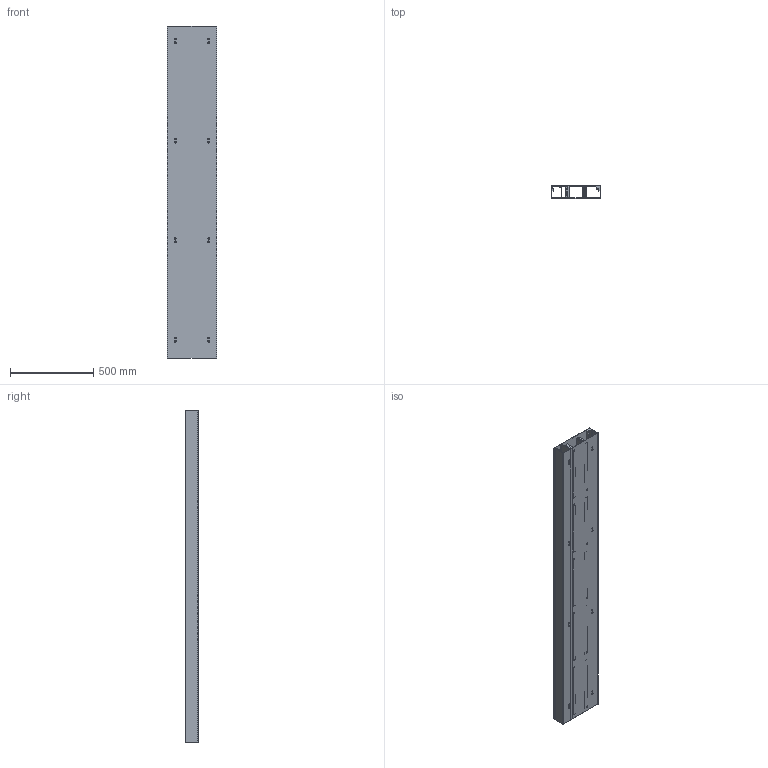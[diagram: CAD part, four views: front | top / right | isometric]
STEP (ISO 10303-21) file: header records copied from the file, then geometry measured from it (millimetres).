
FILE_DESCRIPTION((''),'2;1');
FILE_NAME('BKB300801_ASM','2022-12-05T10:58:24',('hollstem'),(''),'CREO PARAMETRIC BY PTC INC, 2022024','CREO PARAMETRIC BY PTC INC, 2022024','');
FILE_SCHEMA(('AUTOMOTIVE_DESIGN { 1 0 10303 214 1 1 1 1 }'));
Length unit declared in the file: millimetre
Products named in the file (14): T-01021; T-01028_AF0; T-01515_ASM; T-01024; T-01025_AF0; T-01026_ASM; T-01531_ASM; 63488-M; 63489-M_ASM; 63403-M; 63487-M_ASM; T-01032; T-01053; BKB300801_ASM
Assembly tree (22 placements, depth 4):
  BKB300801_ASM
    T-01021
    T-01515_ASM
      T-01028_AF0
    T-01024
    T-01531_ASM
      T-01026_ASM
        T-01025_AF0
    63489-M_ASM  x5
      63488-M
    63487-M_ASM  x5
      63403-M
    T-01032
    T-01053  x2
Bounding box: 300 x 78 x 2000 mm (x, y, z)
Volume: 8941555.7 mm3; surface area: 4829500.7 mm2
Topology: 17 solids, 87 shells, 599 faces, 5009 edges, 4656 vertices
Faces by surface type: plane 412, cylinder 135, torus 32, cone 20
Entity records: 30392 total; most frequent: CARTESIAN_POINT 6247, DIRECTION 3079, PRESENTATION_STYLE_ASSIGNMENT 1437, STYLED_ITEM 1431, CURVE_STYLE 1416, ORIENTED_EDGE 1356, PROPERTY_DEFINITION 1091, REPRESENTATION 1078
